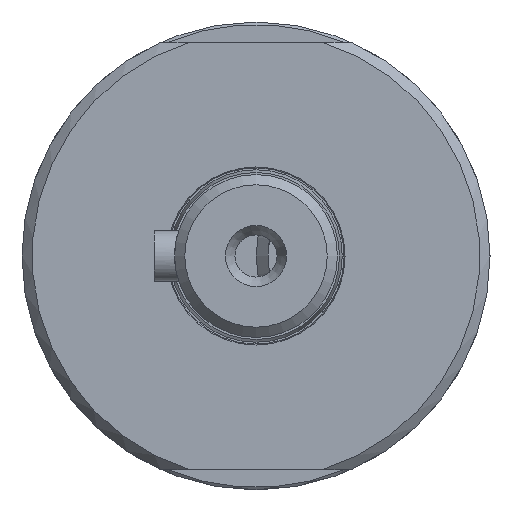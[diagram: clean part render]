
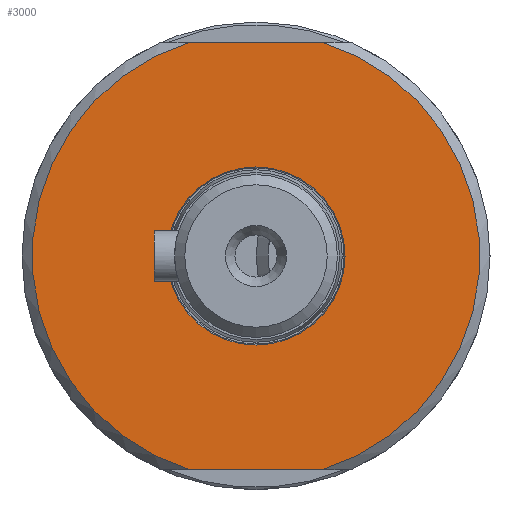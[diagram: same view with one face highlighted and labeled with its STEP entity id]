
A CAD part, left-side view. The second image highlights one B-rep face of the part: STEP entity #3000.
In plain terms, the highlighted planar face has unit normal (-1, 0, 0).
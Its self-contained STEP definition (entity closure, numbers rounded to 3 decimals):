
#96=FACE_BOUND('',#1012,.T.);
#186=PLANE('',#3272);
#412=LINE('',#4985,#653);
#413=LINE('',#4987,#654);
#653=VECTOR('',#3991,10.);
#654=VECTOR('',#3992,10.);
#838=FACE_OUTER_BOUND('',#1011,.T.);
#1011=EDGE_LOOP('',(#2544,#2545,#2546,#2547));
#1012=EDGE_LOOP('',(#2548,#2549));
#1146=CIRCLE('',#3266,8.75);
#1147=CIRCLE('',#3267,8.75);
#1150=CIRCLE('',#3271,22.);
#1151=CIRCLE('',#3273,22.);
#1413=VERTEX_POINT('',#4964);
#1414=VERTEX_POINT('',#4966);
#1415=VERTEX_POINT('',#4971);
#1418=VERTEX_POINT('',#4978);
#1419=VERTEX_POINT('',#4984);
#1420=VERTEX_POINT('',#4986);
#1800=EDGE_CURVE('',#1414,#1413,#1146,.T.);
#1801=EDGE_CURVE('',#1413,#1414,#1147,.T.);
#1806=EDGE_CURVE('',#1418,#1415,#1150,.T.);
#1807=EDGE_CURVE('',#1419,#1415,#412,.T.);
#1808=EDGE_CURVE('',#1418,#1420,#413,.T.);
#1809=EDGE_CURVE('',#1419,#1420,#1151,.T.);
#2544=ORIENTED_EDGE('',*,*,#1807,.T.);
#2545=ORIENTED_EDGE('',*,*,#1806,.F.);
#2546=ORIENTED_EDGE('',*,*,#1808,.T.);
#2547=ORIENTED_EDGE('',*,*,#1809,.F.);
#2548=ORIENTED_EDGE('',*,*,#1800,.T.);
#2549=ORIENTED_EDGE('',*,*,#1801,.T.);
#3000=ADVANCED_FACE('',(#838,#96),#186,.T.);
#3266=AXIS2_PLACEMENT_3D('',#4967,#3977,#3978);
#3267=AXIS2_PLACEMENT_3D('',#4968,#3979,#3980);
#3271=AXIS2_PLACEMENT_3D('',#4982,#3987,#3988);
#3272=AXIS2_PLACEMENT_3D('',#4983,#3989,#3990);
#3273=AXIS2_PLACEMENT_3D('',#4988,#3993,#3994);
#3977=DIRECTION('center_axis',(1.,0.,0.));
#3978=DIRECTION('ref_axis',(0.,-1.,0.));
#3979=DIRECTION('center_axis',(1.,0.,0.));
#3980=DIRECTION('ref_axis',(0.,-1.,0.));
#3987=DIRECTION('center_axis',(1.,0.,0.));
#3988=DIRECTION('ref_axis',(0.,-1.,0.));
#3989=DIRECTION('center_axis',(-1.,0.,0.));
#3990=DIRECTION('ref_axis',(0.,0.,-1.));
#3991=DIRECTION('',(0.,1.,0.));
#3992=DIRECTION('',(0.,-1.,0.));
#3993=DIRECTION('center_axis',(1.,0.,0.));
#3994=DIRECTION('ref_axis',(0.,-1.,0.));
#4964=CARTESIAN_POINT('',(-99.5,8.75,0.));
#4966=CARTESIAN_POINT('',(-99.5,-8.75,0.));
#4967=CARTESIAN_POINT('Origin',(-99.5,0.,0.));
#4968=CARTESIAN_POINT('Origin',(-99.5,0.,0.));
#4971=CARTESIAN_POINT('',(-99.5,6.557,21.));
#4978=CARTESIAN_POINT('',(-99.5,6.557,-21.));
#4982=CARTESIAN_POINT('Origin',(-99.5,0.,0.));
#4983=CARTESIAN_POINT('Origin',(-99.5,-15.375,0.));
#4984=CARTESIAN_POINT('',(-99.5,-6.557,21.));
#4985=CARTESIAN_POINT('',(-99.5,0.91,21.));
#4986=CARTESIAN_POINT('',(-99.5,-6.557,-21.));
#4987=CARTESIAN_POINT('',(-99.5,-15.688,-21.));
#4988=CARTESIAN_POINT('Origin',(-99.5,0.,0.));
